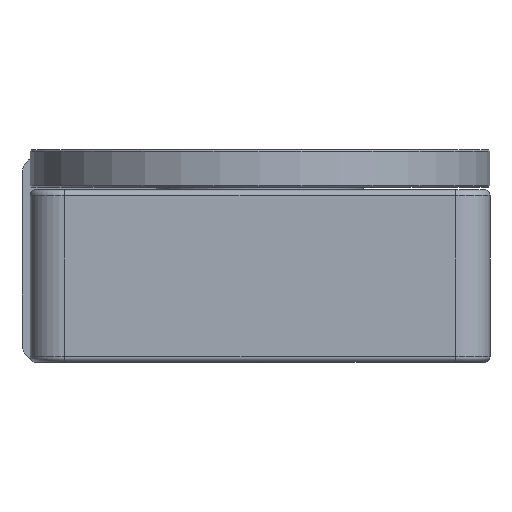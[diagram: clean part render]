
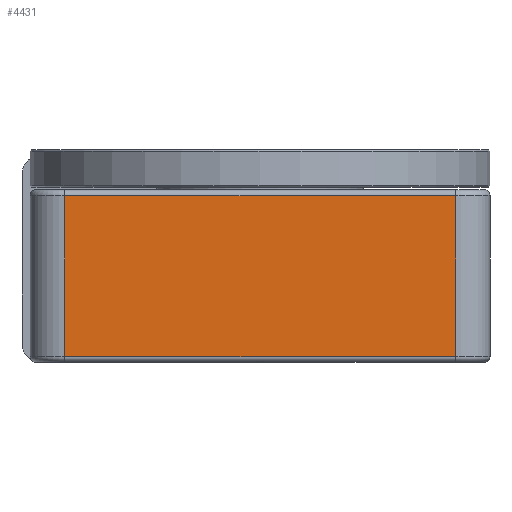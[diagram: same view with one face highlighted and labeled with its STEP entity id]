
A CAD part, left-side view. The second image highlights one B-rep face of the part: STEP entity #4431.
In plain terms, the highlighted planar face has unit normal (-1, 0, 0).
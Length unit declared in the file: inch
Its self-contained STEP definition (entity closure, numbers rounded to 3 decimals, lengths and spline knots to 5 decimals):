
#202 = CARTESIAN_POINT ( 'NONE',  ( -2.5, -2.125, 0.063 ) ) ;
#486 = LINE ( 'NONE', #566, #631 ) ;
#566 = CARTESIAN_POINT ( 'NONE',  ( -2.5, 2.125, 1.875 ) ) ;
#631 = VECTOR ( 'NONE', #6495, 39.37008 ) ;
#705 = ORIENTED_EDGE ( 'NONE', *, *, #2290, .T. ) ;
#975 = CARTESIAN_POINT ( 'NONE',  ( -2.5, -2.125, 1.812 ) ) ;
#1414 = CARTESIAN_POINT ( 'NONE',  ( -2.5, -2.125, 1.875 ) ) ;
#1442 = AXIS2_PLACEMENT_3D ( 'NONE', #1648, #3793, #5918 ) ;
#1648 = CARTESIAN_POINT ( 'NONE',  ( -2.5, 2.5, 1.875 ) ) ;
#2078 = CARTESIAN_POINT ( 'NONE',  ( -2.5, 2.5, 1.812 ) ) ;
#2290 = EDGE_CURVE ( 'NONE', #5255, #3473, #486, .T. ) ;
#2389 = DIRECTION ( 'NONE',  ( 0., -1., 0. ) ) ;
#2695 = EDGE_LOOP ( 'NONE', ( #705, #5893, #3902, #5592 ) ) ;
#2977 = VECTOR ( 'NONE', #4235, 39.37008 ) ;
#3118 = VECTOR ( 'NONE', #2389, 39.37008 ) ;
#3473 = VERTEX_POINT ( 'NONE', #5602 ) ;
#3565 = DIRECTION ( 'NONE',  ( 0., 0., 1. ) ) ;
#3641 = EDGE_CURVE ( 'NONE', #6705, #5255, #6857, .T. ) ;
#3793 = DIRECTION ( 'NONE',  ( 1., 0., 0. ) ) ;
#3902 = ORIENTED_EDGE ( 'NONE', *, *, #5858, .T. ) ;
#4093 = CARTESIAN_POINT ( 'NONE',  ( -2.5, 2.125, 1.812 ) ) ;
#4198 = EDGE_CURVE ( 'NONE', #3473, #4827, #5077, .T. ) ;
#4235 = DIRECTION ( 'NONE',  ( 0., 1., 0. ) ) ;
#4329 = FACE_OUTER_BOUND ( 'NONE', #2695, .T. ) ;
#4431 = ADVANCED_FACE ( 'NONE', ( #4329 ), #6432, .F. ) ;
#4827 = VERTEX_POINT ( 'NONE', #6938 ) ;
#5077 = LINE ( 'NONE', #202, #3118 ) ;
#5255 = VERTEX_POINT ( 'NONE', #4093 ) ;
#5592 = ORIENTED_EDGE ( 'NONE', *, *, #3641, .T. ) ;
#5602 = CARTESIAN_POINT ( 'NONE',  ( -2.5, 2.125, 0.063 ) ) ;
#5858 = EDGE_CURVE ( 'NONE', #4827, #6705, #6203, .T. ) ;
#5893 = ORIENTED_EDGE ( 'NONE', *, *, #4198, .T. ) ;
#5918 = DIRECTION ( 'NONE',  ( 0., 0., -1. ) ) ;
#6203 = LINE ( 'NONE', #1414, #6917 ) ;
#6432 = PLANE ( 'NONE',  #1442 ) ;
#6495 = DIRECTION ( 'NONE',  ( 0., 0., -1. ) ) ;
#6705 = VERTEX_POINT ( 'NONE', #975 ) ;
#6857 = LINE ( 'NONE', #2078, #2977 ) ;
#6917 = VECTOR ( 'NONE', #3565, 39.37008 ) ;
#6938 = CARTESIAN_POINT ( 'NONE',  ( -2.5, -2.125, 0.063 ) ) ;
